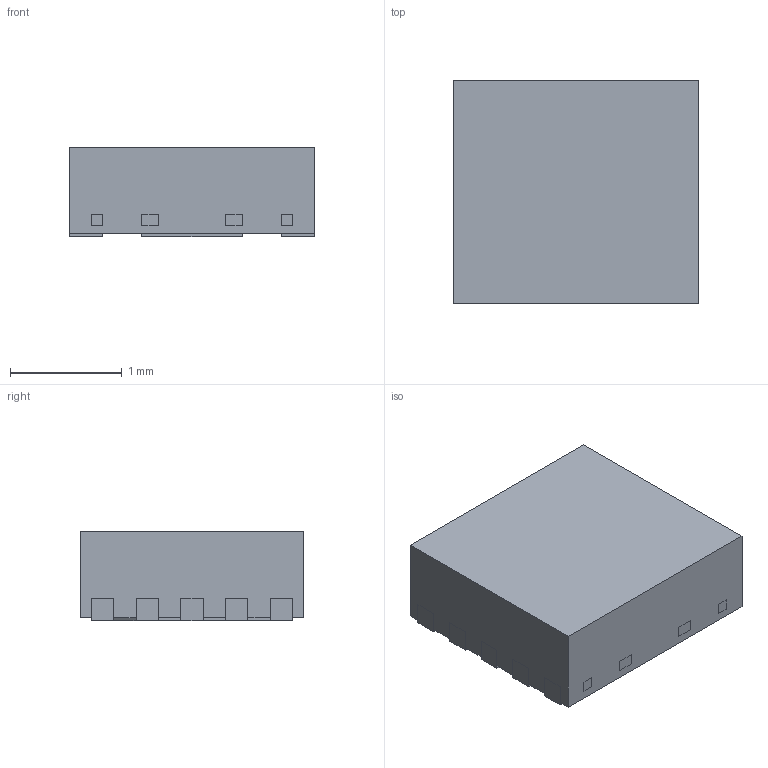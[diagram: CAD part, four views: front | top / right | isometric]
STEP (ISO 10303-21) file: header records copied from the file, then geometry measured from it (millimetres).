
FILE_DESCRIPTION((''),'2;1');
FILE_NAME('DLH0010A_ASM','2020-10-07T07:35:05',('a0412086'),(''),'CREO PARAMETRIC BY PTC INC, 2018500','CREO PARAMETRIC BY PTC INC, 2018500','');
FILE_SCHEMA(('CONFIG_CONTROL_DESIGN','SHAPE_APPEARANCE_LAYERS_GROUPS'));
Length unit declared in the file: millimetre
Products named in the file (4): BODY-SON; FRAME-DLH0010A; PIN1-ID; DLH0010A_ASM
Assembly tree (3 placements, depth 2):
  DLH0010A_ASM
    BODY-SON
    FRAME-DLH0010A
    PIN1-ID
Bounding box: 2.2 x 2 x 0.8 mm (x, y, z)
Volume: 3.5 mm3; surface area: 27.1 mm2
Topology: 12 solids, 12 shells, 177 faces, 474 edges, 316 vertices
Faces by surface type: plane 177
Entity records: 7212 total; most frequent: CARTESIAN_POINT 974, ORIENTED_EDGE 948, DIRECTION 842, PRESENTATION_STYLE_ASSIGNMENT 504, STYLED_ITEM 486, VECTOR 474, LINE 474, CURVE_STYLE 474
